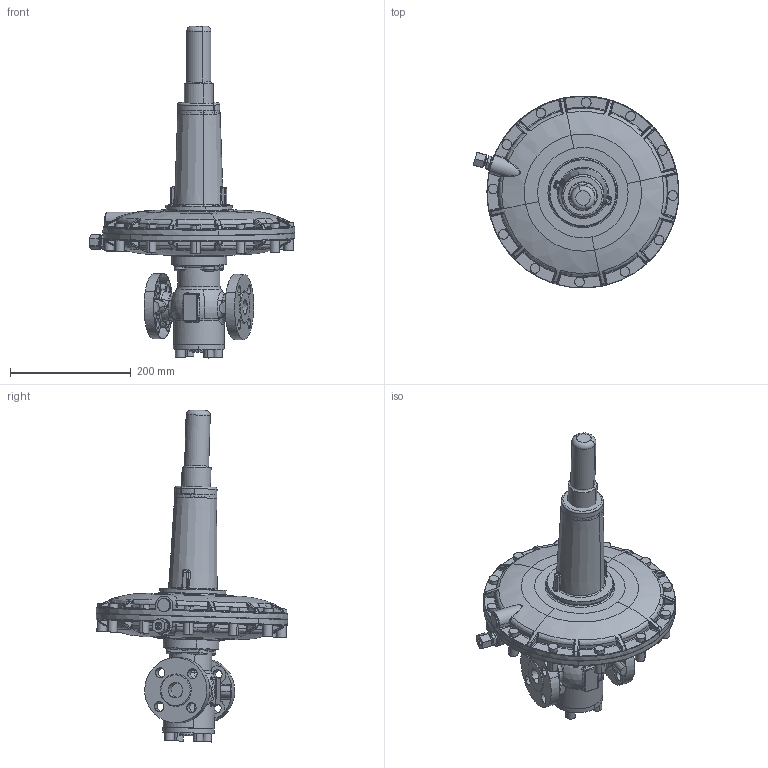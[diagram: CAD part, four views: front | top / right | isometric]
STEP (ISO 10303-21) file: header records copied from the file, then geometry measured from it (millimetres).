
FILE_DESCRIPTION(('CATIA V5 STEP Exchange'),'2;1');
FILE_NAME('R101 DN025 330 ANSI.stp','2023-05-09T11:24:25+00:00',('none'),('none'),'CATIA Version 5-6 Release 2018 SP2','CATIA V5 STEP AP203','none');
FILE_SCHEMA(('CONFIG_CONTROL_DESIGN'));
Products named in the file (2): Product1; Produkt1
Assembly tree (5 placements, depth 3):
  Product1
    #57
    Produkt1
      #57382
      #58303
    #58986
Bounding box: 340.7 x 318.24 x 550.31 mm (x, y, z)
Volume: 6754063.1 mm3; surface area: 441363.2 mm2
Topology: 5 solids, 21 shells, 1518 faces, 3759 edges, 2082 vertices
Faces by surface type: cylinder 447, bspline 340, torus 236, plane 225, sphere 130, cone 124, revolution 16
Entity records: 61972 total; most frequent: CARTESIAN_POINT 33725, ORIENTED_EDGE 7054, EDGE_CURVE 3527, DIRECTION 3420, AXIS2_PLACEMENT_3D 2131, VERTEX_POINT 2078, EDGE_LOOP 1591, CIRCLE 1562
